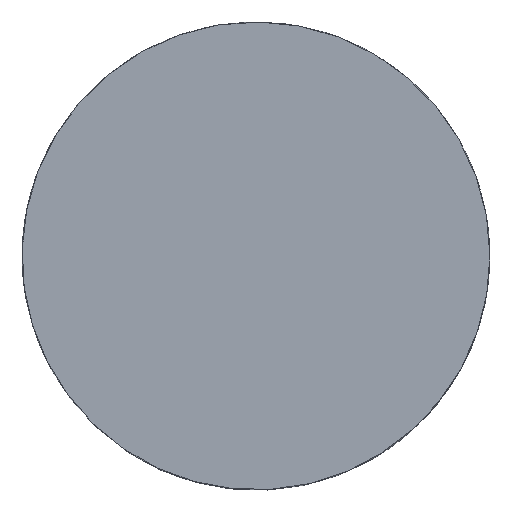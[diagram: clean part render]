
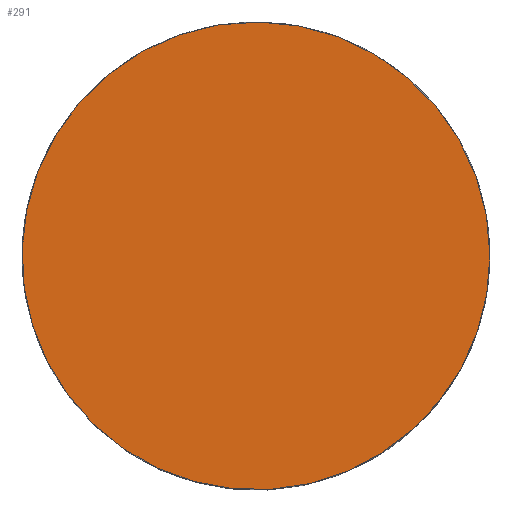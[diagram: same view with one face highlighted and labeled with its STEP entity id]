
A CAD part, top view. The second image highlights one B-rep face of the part: STEP entity #291.
In plain terms, the highlighted planar face has unit normal (0, 0, 1).
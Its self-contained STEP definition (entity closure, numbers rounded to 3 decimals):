
#193=EDGE_CURVE('240[2]',#469,#469,#470,.T.);
#291=ADVANCED_FACE('240[2]',(#587),#588,.F.);
#469=VERTEX_POINT('',#839);
#470=CIRCLE('',#840,25.0);
#587=FACE_OUTER_BOUND('',#1066,.T.);
#588=PLANE('',#1067);
#839=CARTESIAN_POINT('',(25.,0.,0.));
#840=AXIS2_PLACEMENT_3D('',#1288,#1289,#1290);
#1066=EDGE_LOOP('',(#1443));
#1067=AXIS2_PLACEMENT_3D('',#1444,#1445,#1446);
#1288=CARTESIAN_POINT('',(0.,0.,0.0));
#1289=DIRECTION('',(0.0,0.0,-1.0));
#1290=DIRECTION('',(-1.0,0.,0.0));
#1443=ORIENTED_EDGE('',*,*,#193,.F.);
#1444=CARTESIAN_POINT('',(-12.5,0.,0.));
#1445=DIRECTION('',(0.0,0.0,-1.0));
#1446=DIRECTION('',(0.,1.0,0.0));
